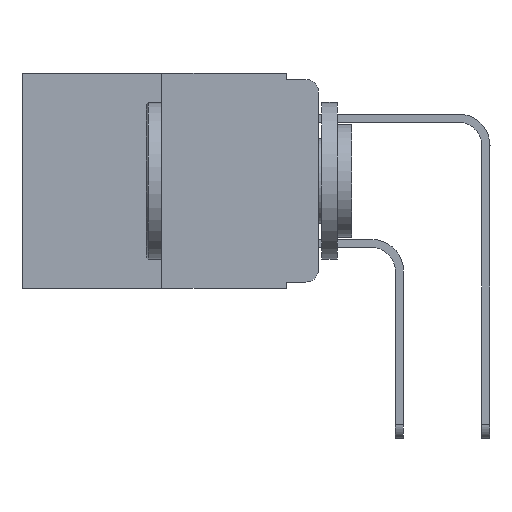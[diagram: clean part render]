
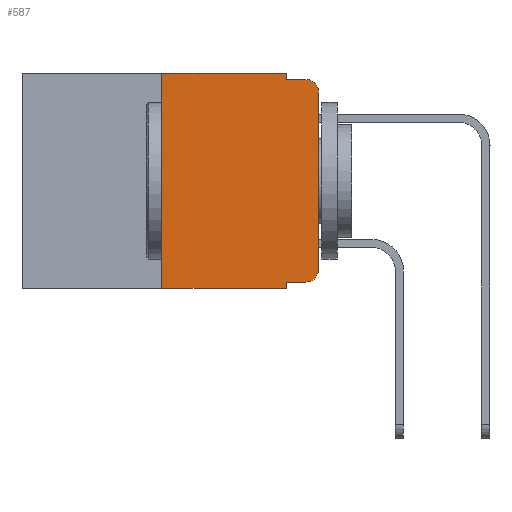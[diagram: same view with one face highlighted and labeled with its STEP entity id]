
A CAD part, left-side view. The second image highlights one B-rep face of the part: STEP entity #587.
In plain terms, the highlighted planar face has unit normal (-1, 0, 0).
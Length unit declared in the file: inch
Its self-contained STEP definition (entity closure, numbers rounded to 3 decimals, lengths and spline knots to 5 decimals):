
#60 = CARTESIAN_POINT ( 'NONE',  ( 0., 0., -0.03 ) ) ;
#114 = DIRECTION ( 'NONE',  ( 0., -1., 0. ) ) ;
#473 = LINE ( 'NONE', #16111, #10546 ) ;
#587 = ADVANCED_FACE ( 'NONE', ( #6986 ), #26396, .F. ) ;
#783 = DIRECTION ( 'NONE',  ( 0., -1., 0. ) ) ;
#975 = LINE ( 'NONE', #18253, #14911 ) ;
#1225 = EDGE_CURVE ( 'NONE', #17507, #9281, #473, .T. ) ;
#1631 = EDGE_CURVE ( 'NONE', #5476, #17507, #24768, .T. ) ;
#1907 = ORIENTED_EDGE ( 'NONE', *, *, #10958, .T. ) ;
#2041 = VECTOR ( 'NONE', #783, 39.37008 ) ;
#2087 = ORIENTED_EDGE ( 'NONE', *, *, #2192, .F. ) ;
#2192 = EDGE_CURVE ( 'NONE', #8668, #5476, #9188, .T. ) ;
#2766 = CARTESIAN_POINT ( 'NONE',  ( 0., 0., 0. ) ) ;
#3061 = CIRCLE ( 'NONE', #25655, 0.02 ) ;
#3292 = DIRECTION ( 'NONE',  ( 0., -1., 0. ) ) ;
#3565 = DIRECTION ( 'NONE',  ( 1., 0., 0. ) ) ;
#3654 = DIRECTION ( 'NONE',  ( 0., 0., -1. ) ) ;
#4018 = VECTOR ( 'NONE', #3292, 39.37008 ) ;
#4022 = CARTESIAN_POINT ( 'NONE',  ( 0., 0.473, -0.343 ) ) ;
#4546 = LINE ( 'NONE', #4770, #19114 ) ;
#4770 = CARTESIAN_POINT ( 'NONE',  ( 0., 0.25, 0. ) ) ;
#5372 = VERTEX_POINT ( 'NONE', #9817 ) ;
#5476 = VERTEX_POINT ( 'NONE', #20726 ) ;
#5847 = DIRECTION ( 'NONE',  ( 0., 0., -1. ) ) ;
#6199 = VERTEX_POINT ( 'NONE', #17095 ) ;
#6284 = CARTESIAN_POINT ( 'NONE',  ( 0., 0.051, 0. ) ) ;
#6739 = DIRECTION ( 'NONE',  ( 0., 0., 1. ) ) ;
#6986 = FACE_OUTER_BOUND ( 'NONE', #20668, .T. ) ;
#7165 = CARTESIAN_POINT ( 'NONE',  ( 0., 0., -0.313 ) ) ;
#8188 = DIRECTION ( 'NONE',  ( 0., 0., -1. ) ) ;
#8668 = VERTEX_POINT ( 'NONE', #18532 ) ;
#9188 = LINE ( 'NONE', #11370, #2041 ) ;
#9214 = AXIS2_PLACEMENT_3D ( 'NONE', #25056, #20959, #24774 ) ;
#9281 = VERTEX_POINT ( 'NONE', #18314 ) ;
#9817 = CARTESIAN_POINT ( 'NONE',  ( 0., 0.02, -0.333 ) ) ;
#9837 = LINE ( 'NONE', #4022, #12074 ) ;
#9958 = CARTESIAN_POINT ( 'NONE',  ( 0., 0.02, -0.313 ) ) ;
#10329 = EDGE_CURVE ( 'NONE', #13732, #8668, #4546, .T. ) ;
#10403 = LINE ( 'NONE', #2766, #19453 ) ;
#10546 = VECTOR ( 'NONE', #18202, 39.37008 ) ;
#10958 = EDGE_CURVE ( 'NONE', #6199, #5372, #21164, .T. ) ;
#11236 = EDGE_CURVE ( 'NONE', #13732, #17565, #9837, .T. ) ;
#11370 = CARTESIAN_POINT ( 'NONE',  ( 0., 0.473, 0. ) ) ;
#12074 = VECTOR ( 'NONE', #114, 39.37008 ) ;
#12247 = ORIENTED_EDGE ( 'NONE', *, *, #1225, .F. ) ;
#13496 = CARTESIAN_POINT ( 'NONE',  ( 0., 0.051, -0.343 ) ) ;
#13512 = VERTEX_POINT ( 'NONE', #7165 ) ;
#13732 = VERTEX_POINT ( 'NONE', #16750 ) ;
#14911 = VECTOR ( 'NONE', #5847, 39.37008 ) ;
#15343 = CARTESIAN_POINT ( 'NONE',  ( 0., 0.051, -0.333 ) ) ;
#15519 = ORIENTED_EDGE ( 'NONE', *, *, #11236, .T. ) ;
#15653 = VERTEX_POINT ( 'NONE', #60 ) ;
#15888 = ORIENTED_EDGE ( 'NONE', *, *, #23245, .T. ) ;
#15960 = ORIENTED_EDGE ( 'NONE', *, *, #21491, .F. ) ;
#16069 = CARTESIAN_POINT ( 'NONE',  ( 0., 0.473, 0. ) ) ;
#16111 = CARTESIAN_POINT ( 'NONE',  ( 0., 0.051, -0.01 ) ) ;
#16699 = ORIENTED_EDGE ( 'NONE', *, *, #21107, .T. ) ;
#16750 = CARTESIAN_POINT ( 'NONE',  ( 0., 0.25, -0.343 ) ) ;
#16967 = ORIENTED_EDGE ( 'NONE', *, *, #1631, .F. ) ;
#17095 = CARTESIAN_POINT ( 'NONE',  ( 0., 0.051, -0.333 ) ) ;
#17507 = VERTEX_POINT ( 'NONE', #21801 ) ;
#17565 = VERTEX_POINT ( 'NONE', #13496 ) ;
#18121 = DIRECTION ( 'NONE',  ( 0., 0., -1. ) ) ;
#18202 = DIRECTION ( 'NONE',  ( 0., -1., 0. ) ) ;
#18253 = CARTESIAN_POINT ( 'NONE',  ( 0., 0.051, 0. ) ) ;
#18285 = VECTOR ( 'NONE', #8188, 39.37008 ) ;
#18314 = CARTESIAN_POINT ( 'NONE',  ( 0., 0.02, -0.01 ) ) ;
#18532 = CARTESIAN_POINT ( 'NONE',  ( 0., 0.25, 0. ) ) ;
#19114 = VECTOR ( 'NONE', #21313, 39.37008 ) ;
#19453 = VECTOR ( 'NONE', #6739, 39.37008 ) ;
#19515 = EDGE_CURVE ( 'NONE', #5372, #13512, #3061, .T. ) ;
#19891 = ORIENTED_EDGE ( 'NONE', *, *, #10329, .F. ) ;
#19994 = CIRCLE ( 'NONE', #9214, 0.02 ) ;
#20668 = EDGE_LOOP ( 'NONE', ( #16699, #15888, #12247, #16967, #2087, #19891, #15519, #15960, #1907, #25148 ) ) ;
#20726 = CARTESIAN_POINT ( 'NONE',  ( 0., 0.051, 0. ) ) ;
#20959 = DIRECTION ( 'NONE',  ( -1., 0., 0. ) ) ;
#21107 = EDGE_CURVE ( 'NONE', #13512, #15653, #10403, .T. ) ;
#21164 = LINE ( 'NONE', #15343, #4018 ) ;
#21313 = DIRECTION ( 'NONE',  ( 0., 0., 1. ) ) ;
#21491 = EDGE_CURVE ( 'NONE', #6199, #17565, #975, .T. ) ;
#21801 = CARTESIAN_POINT ( 'NONE',  ( 0., 0.051, -0.01 ) ) ;
#23245 = EDGE_CURVE ( 'NONE', #15653, #9281, #19994, .T. ) ;
#24768 = LINE ( 'NONE', #6284, #18285 ) ;
#24774 = DIRECTION ( 'NONE',  ( 0., 0., -1. ) ) ;
#25056 = CARTESIAN_POINT ( 'NONE',  ( 0., 0.02, -0.03 ) ) ;
#25148 = ORIENTED_EDGE ( 'NONE', *, *, #19515, .T. ) ;
#25655 = AXIS2_PLACEMENT_3D ( 'NONE', #9958, #26449, #18121 ) ;
#26238 = AXIS2_PLACEMENT_3D ( 'NONE', #16069, #3565, #3654 ) ;
#26396 = PLANE ( 'NONE',  #26238 ) ;
#26449 = DIRECTION ( 'NONE',  ( -1., 0., 0. ) ) ;
